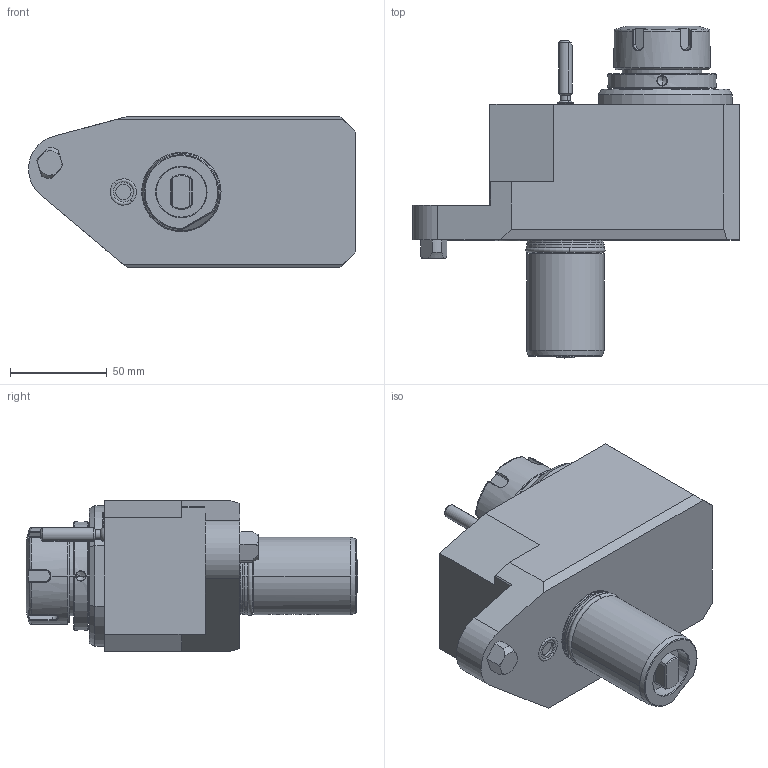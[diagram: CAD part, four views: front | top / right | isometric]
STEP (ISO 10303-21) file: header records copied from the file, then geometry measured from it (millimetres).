
FILE_DESCRIPTION((''),'2;1');
FILE_NAME('NGT1_40_321_32_1_1_50MZ1','2024-11-07T',('vali'),('NOVA GRUP'),'PRO/ENGINEER BY PARAMETRIC TECHNOLOGY CORPORATION, 2010280','PRO/ENGINEER BY PARAMETRIC TECHNOLOGY CORPORATION, 2010280','');
FILE_SCHEMA(('CONFIG_CONTROL_DESIGN'));
Length unit declared in the file: millimetre
Products named in the file (1): NGT1_40_321_32_1_1_50MZ1
Bounding box: 168.99 x 171.6 x 78 mm (x, y, z)
Volume: 880877.5 mm3; surface area: 73370.6 mm2
Topology: 1 solids, 1 shells, 267 faces, 681 edges, 427 vertices
Faces by surface type: plane 112, cylinder 68, cone 40, bspline 28, torus 17, sphere 2
Entity records: 11391 total; most frequent: CARTESIAN_POINT 5313, ORIENTED_EDGE 1346, DIRECTION 1104, EDGE_CURVE 673, VERTEX_POINT 427, AXIS2_PLACEMENT_3D 401, VECTOR 302, LINE 302
